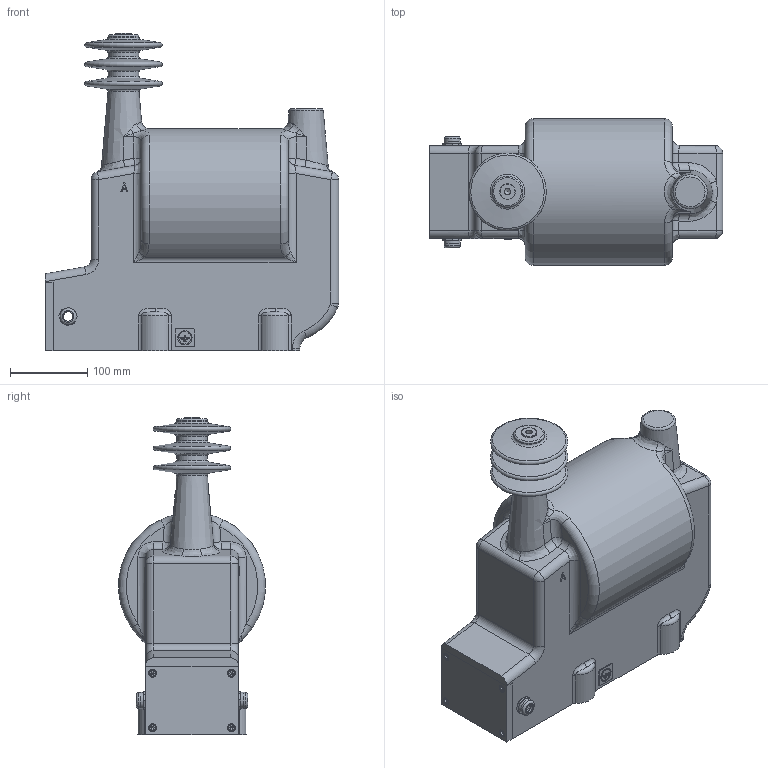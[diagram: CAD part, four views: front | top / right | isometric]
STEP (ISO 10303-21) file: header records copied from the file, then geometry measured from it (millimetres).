
FILE_DESCRIPTION(('STEP AP242'), '1');
FILE_NAME('滥叵.1.790.003 峭嗡-菔 掏41', '', ('UNSPECIFIED'), ('UNSPECIFIED'), 'ASCON STEP Converter 1.6', 'ASCON Math Kernel', '');
FILE_SCHEMA(('AP242_MANAGED_MODEL_BASED_3D_ENGINEERING_MIM_LF { 1 0 10303 442 1 1 4 }'));
Length unit declared in the file: millimetre
Assembly tree (29 placements, depth 2):
  (unnamed)
    (unnamed)
    (unnamed)
    (unnamed)
    (unnamed)
    (unnamed)  x4
    (unnamed)  x7
    (unnamed)  x4
    (unnamed)
    (unnamed)
    (unnamed)  x2
    (unnamed)  x2
    (unnamed)  x4
Bounding box: 379 x 189.37 x 410 mm (x, y, z)
Volume: 12400143.3 mm3; surface area: 1154531.9 mm2
Topology: 29 solids, 31 shells, 1631 faces, 4275 edges, 2795 vertices
Faces by surface type: cylinder 784, plane 602, cone 133, torus 64, bspline 44, sphere 4
Full cylindrical faces by diameter (mm): 4 x12, 4.917 x4, 5 x22, 5.917 x7, 6 x4, 6.95 x7, 8 x18, 8.376 x1, 8.5 x4, 9 x12, 10 x18, 10.106 x4, 12 x10, 13 x4, 15 x10, 16.096 x1, 17 x16, 18.51 x1, 19 x4, 20 x10, 21 x4, 40 x3, 85 x2, 130 x6, 160 x4
Entity records: 69447 total; most frequent: CARTESIAN_POINT 23492, DIRECTION 7472, ORIENTED_EDGE 6786, EDGE_CURVE 3393, AXIS2_PLACEMENT_3D 2860, VERTEX_POINT 2312, LINE 1752, VECTOR 1752
